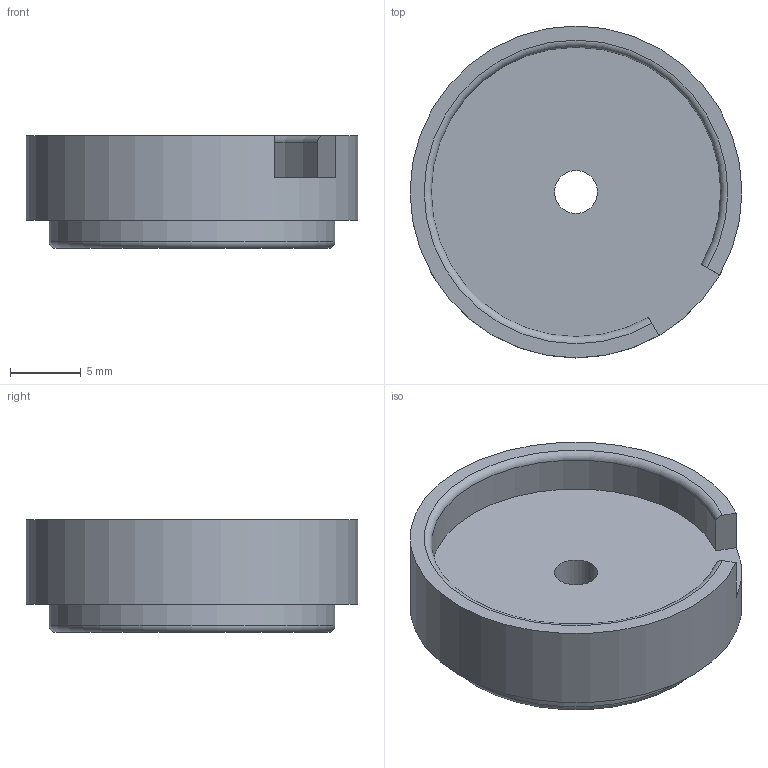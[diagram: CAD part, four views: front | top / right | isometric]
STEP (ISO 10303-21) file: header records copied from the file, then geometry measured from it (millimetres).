
FILE_DESCRIPTION(/* description */ (''),/* implementation_level */ '2;1');
FILE_NAME(/* name */ 'ArmHolderTop.step',/* time_stamp */ '2024-04-22T19:47:21+01:00',/* author */ (''),/* organization */ (''),/* preprocessor_version */ 'ST-DEVELOPER v20',/* originating_system */ 'Autodesk Translation Framework v12.20.1.177',/* authorisation */ '');
FILE_SCHEMA (('AUTOMOTIVE_DESIGN { 1 0 10303 214 3 1 1 }'));
Length unit declared in the file: millimetre
Products named in the file (1): arm holder v3
Bounding box: 23.5 x 23.5 x 8 mm (x, y, z)
Volume: 2187.3 mm3; surface area: 1612.2 mm2
Topology: 1 solids, 1 shells, 12 faces, 27 edges, 18 vertices
Faces by surface type: plane 6, cylinder 4, torus 2
Full cylindrical faces by diameter (mm): 3.05 x1, 20.25 x1, 23.5 x1
Entity records: 384 total; most frequent: DIRECTION 69, CARTESIAN_POINT 58, ORIENTED_EDGE 54, AXIS2_PLACEMENT_3D 29, EDGE_CURVE 27, VERTEX_POINT 18, CIRCLE 16, EDGE_LOOP 15
